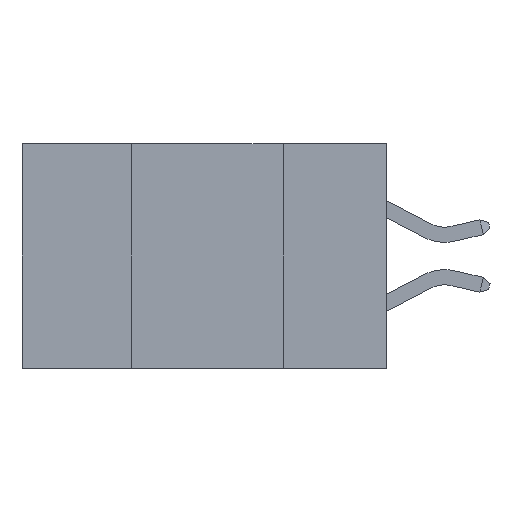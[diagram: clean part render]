
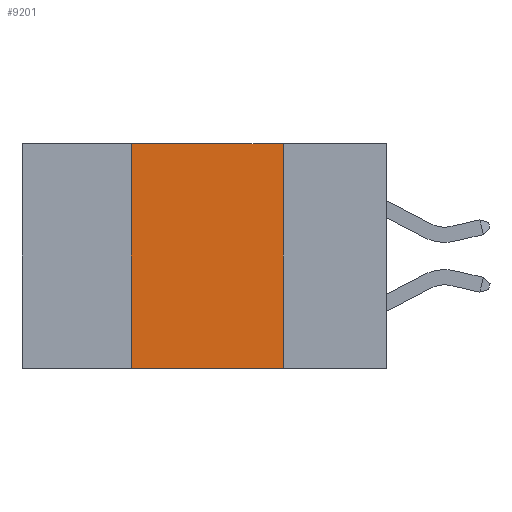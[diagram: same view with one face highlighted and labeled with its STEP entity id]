
A CAD part, left-side view. The second image highlights one B-rep face of the part: STEP entity #9201.
In plain terms, the highlighted planar face has unit normal (-1, 0, 0).
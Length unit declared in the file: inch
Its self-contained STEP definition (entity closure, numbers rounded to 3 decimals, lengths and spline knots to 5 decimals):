
#697 = DIRECTION ( 'NONE',  ( 0., 0., -1. ) ) ;
#840 = VERTEX_POINT ( 'NONE', #17931 ) ;
#1199 = CARTESIAN_POINT ( 'NONE',  ( 0., 0.6, -0.37 ) ) ;
#1217 = LINE ( 'NONE', #5703, #14405 ) ;
#1833 = VERTEX_POINT ( 'NONE', #2344 ) ;
#2344 = CARTESIAN_POINT ( 'NONE',  ( 0., 0.17, -0.37 ) ) ;
#2404 = ORIENTED_EDGE ( 'NONE', *, *, #6333, .F. ) ;
#2934 = ORIENTED_EDGE ( 'NONE', *, *, #21037, .F. ) ;
#3364 = VECTOR ( 'NONE', #14419, 39.37008 ) ;
#4016 = PLANE ( 'NONE',  #14526 ) ;
#5703 = CARTESIAN_POINT ( 'NONE',  ( 0., 0.17, 0. ) ) ;
#5778 = CARTESIAN_POINT ( 'NONE',  ( 0., 0.42, 0. ) ) ;
#6333 = EDGE_CURVE ( 'NONE', #840, #13277, #11443, .T. ) ;
#7477 = VECTOR ( 'NONE', #7922, 39.37008 ) ;
#7749 = LINE ( 'NONE', #1199, #3364 ) ;
#7922 = DIRECTION ( 'NONE',  ( 0., -1., 0. ) ) ;
#7990 = LINE ( 'NONE', #9923, #7477 ) ;
#9201 = ADVANCED_FACE ( 'NONE', ( #20673 ), #4016, .F. ) ;
#9203 = VERTEX_POINT ( 'NONE', #18681 ) ;
#9892 = ORIENTED_EDGE ( 'NONE', *, *, #14459, .F. ) ;
#9923 = CARTESIAN_POINT ( 'NONE',  ( 0., 0.6, 0. ) ) ;
#10572 = DIRECTION ( 'NONE',  ( 0., 0., -1. ) ) ;
#10592 = DIRECTION ( 'NONE',  ( 1., 0., 0. ) ) ;
#10651 = ORIENTED_EDGE ( 'NONE', *, *, #18734, .T. ) ;
#11443 = LINE ( 'NONE', #5778, #15315 ) ;
#12438 = CARTESIAN_POINT ( 'NONE',  ( 0., 0.42, 0. ) ) ;
#13277 = VERTEX_POINT ( 'NONE', #12438 ) ;
#13962 = DIRECTION ( 'NONE',  ( 0., 0., 1. ) ) ;
#14405 = VECTOR ( 'NONE', #10572, 39.37008 ) ;
#14419 = DIRECTION ( 'NONE',  ( 0., -1., 0. ) ) ;
#14459 = EDGE_CURVE ( 'NONE', #9203, #1833, #1217, .T. ) ;
#14526 = AXIS2_PLACEMENT_3D ( 'NONE', #20301, #10592, #697 ) ;
#15315 = VECTOR ( 'NONE', #13962, 39.37008 ) ;
#17843 = EDGE_LOOP ( 'NONE', ( #9892, #2934, #2404, #10651 ) ) ;
#17931 = CARTESIAN_POINT ( 'NONE',  ( 0., 0.42, -0.37 ) ) ;
#18681 = CARTESIAN_POINT ( 'NONE',  ( 0., 0.17, 0. ) ) ;
#18734 = EDGE_CURVE ( 'NONE', #840, #1833, #7749, .T. ) ;
#20301 = CARTESIAN_POINT ( 'NONE',  ( 0., 0.6, 0. ) ) ;
#20673 = FACE_OUTER_BOUND ( 'NONE', #17843, .T. ) ;
#21037 = EDGE_CURVE ( 'NONE', #13277, #9203, #7990, .T. ) ;
